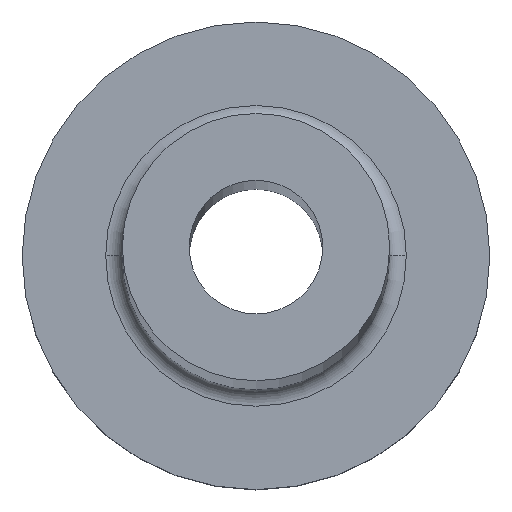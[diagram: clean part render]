
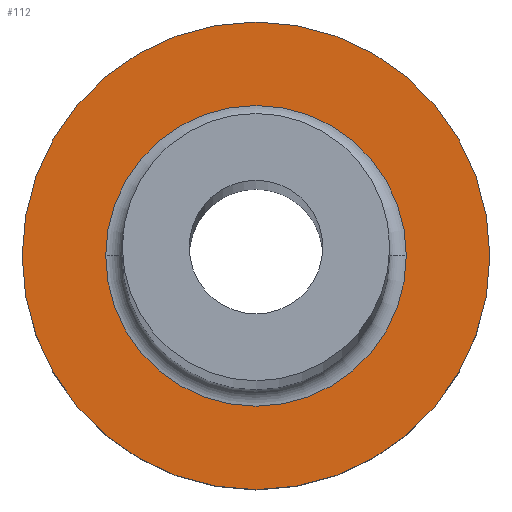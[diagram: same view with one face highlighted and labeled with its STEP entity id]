
A CAD part, top view. The second image highlights one B-rep face of the part: STEP entity #112.
In plain terms, the highlighted planar face has unit normal (0, 0, 1).
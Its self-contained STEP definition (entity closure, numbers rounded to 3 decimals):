
#7 = DIRECTION ( 'NONE',  ( 1., 0., 0. ) ) ;
#8 = PLANE ( 'NONE',  #133 ) ;
#11 = AXIS2_PLACEMENT_3D ( 'NONE', #93, #177, #242 ) ;
#16 = EDGE_CURVE ( 'NONE', #81, #369, #29, .T. ) ;
#21 = CIRCLE ( 'NONE', #163, 7. ) ;
#24 = ORIENTED_EDGE ( 'NONE', *, *, #221, .T. ) ;
#29 = CIRCLE ( 'NONE', #11, 4.5 ) ;
#31 = VERTEX_POINT ( 'NONE', #157 ) ;
#38 = AXIS2_PLACEMENT_3D ( 'NONE', #323, #60, #201 ) ;
#49 = ORIENTED_EDGE ( 'NONE', *, *, #338, .T. ) ;
#60 = DIRECTION ( 'NONE',  ( 0., 0., -1. ) ) ;
#63 = CARTESIAN_POINT ( 'NONE',  ( 0., 0., 5. ) ) ;
#69 = DIRECTION ( 'NONE',  ( 0., 0., 1. ) ) ;
#81 = VERTEX_POINT ( 'NONE', #181 ) ;
#86 = DIRECTION ( 'NONE',  ( 0., 0., 1. ) ) ;
#87 = ORIENTED_EDGE ( 'NONE', *, *, #282, .T. ) ;
#91 = CARTESIAN_POINT ( 'NONE',  ( -7., 0., 5. ) ) ;
#92 = FACE_BOUND ( 'NONE', #371, .T. ) ;
#93 = CARTESIAN_POINT ( 'NONE',  ( 0., 0., 5. ) ) ;
#103 = DIRECTION ( 'NONE',  ( 1., 0., 0. ) ) ;
#112 = ADVANCED_FACE ( 'NONE', ( #92, #241 ), #8, .T. ) ;
#117 = DIRECTION ( 'NONE',  ( 1., 0., 0. ) ) ;
#121 = CARTESIAN_POINT ( 'NONE',  ( 0., 0., 5. ) ) ;
#133 = AXIS2_PLACEMENT_3D ( 'NONE', #63, #69, #103 ) ;
#157 = CARTESIAN_POINT ( 'NONE',  ( 7., 0., 5. ) ) ;
#163 = AXIS2_PLACEMENT_3D ( 'NONE', #121, #240, #117 ) ;
#177 = DIRECTION ( 'NONE',  ( 0., 0., -1. ) ) ;
#180 = CARTESIAN_POINT ( 'NONE',  ( -4.5, 0., 5. ) ) ;
#181 = CARTESIAN_POINT ( 'NONE',  ( 4.5, 0., 5. ) ) ;
#201 = DIRECTION ( 'NONE',  ( 1., 0., 0. ) ) ;
#221 = EDGE_CURVE ( 'NONE', #31, #253, #21, .T. ) ;
#239 = AXIS2_PLACEMENT_3D ( 'NONE', #381, #86, #7 ) ;
#240 = DIRECTION ( 'NONE',  ( 0., 0., 1. ) ) ;
#241 = FACE_OUTER_BOUND ( 'NONE', #291, .T. ) ;
#242 = DIRECTION ( 'NONE',  ( 1., 0., 0. ) ) ;
#253 = VERTEX_POINT ( 'NONE', #91 ) ;
#256 = CIRCLE ( 'NONE', #38, 4.5 ) ;
#258 = ORIENTED_EDGE ( 'NONE', *, *, #16, .T. ) ;
#282 = EDGE_CURVE ( 'NONE', #253, #31, #336, .T. ) ;
#291 = EDGE_LOOP ( 'NONE', ( #87, #24 ) ) ;
#323 = CARTESIAN_POINT ( 'NONE',  ( 0., 0., 5. ) ) ;
#336 = CIRCLE ( 'NONE', #239, 7. ) ;
#338 = EDGE_CURVE ( 'NONE', #369, #81, #256, .T. ) ;
#369 = VERTEX_POINT ( 'NONE', #180 ) ;
#371 = EDGE_LOOP ( 'NONE', ( #258, #49 ) ) ;
#381 = CARTESIAN_POINT ( 'NONE',  ( 0., 0., 5. ) ) ;
